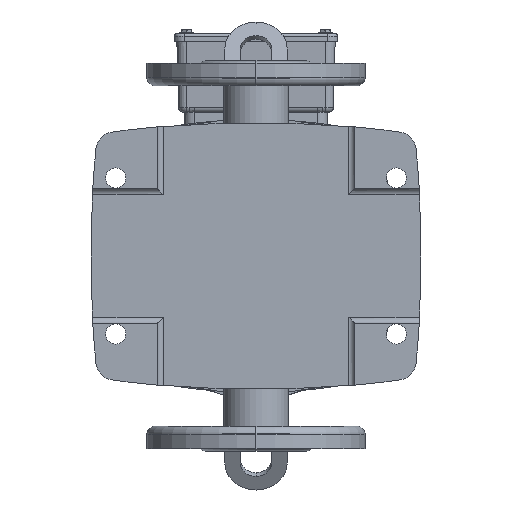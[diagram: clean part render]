
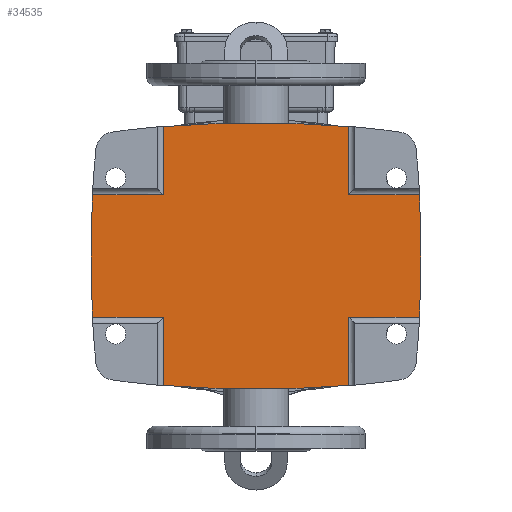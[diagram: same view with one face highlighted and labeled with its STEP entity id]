
A CAD part, front view. The second image highlights one B-rep face of the part: STEP entity #34535.
In plain terms, the highlighted planar face has unit normal (0, -1, 0).
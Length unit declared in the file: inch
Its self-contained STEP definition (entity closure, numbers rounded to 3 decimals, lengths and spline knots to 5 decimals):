
#61 = VERTEX_POINT ( 'NONE', #32940 ) ;
#390 = LINE ( 'NONE', #13970, #23185 ) ;
#534 = CARTESIAN_POINT ( 'NONE',  ( -1.54265, 0.19685, -4.59646 ) ) ;
#903 = EDGE_CURVE ( 'NONE', #28477, #19317, #390, .T. ) ;
#1408 = VERTEX_POINT ( 'NONE', #4668 ) ;
#1411 = CARTESIAN_POINT ( 'NONE',  ( -1.54265, 0.19685, -4.59646 ) ) ;
#2237 = AXIS2_PLACEMENT_3D ( 'NONE', #18731, #10782, #35655 ) ;
#2532 = FACE_OUTER_BOUND ( 'NONE', #18134, .T. ) ;
#3522 = LINE ( 'NONE', #26030, #18795 ) ;
#4580 = ORIENTED_EDGE ( 'NONE', *, *, #19024, .T. ) ;
#4668 = CARTESIAN_POINT ( 'NONE',  ( 0., 0.19685, -4.16291 ) ) ;
#4802 = EDGE_CURVE ( 'NONE', #61, #1408, #26809, .T. ) ;
#4862 = CARTESIAN_POINT ( 'NONE',  ( 1.54265, 0.19685, -4.59646 ) ) ;
#5299 = ORIENTED_EDGE ( 'NONE', *, *, #4802, .F. ) ;
#5594 = ORIENTED_EDGE ( 'NONE', *, *, #19501, .T. ) ;
#6354 = DIRECTION ( 'NONE',  ( 0., 0., 1. ) ) ;
#6434 = VECTOR ( 'NONE', #35124, 39.37008 ) ;
#6514 = EDGE_CURVE ( 'NONE', #25454, #13440, #3522, .T. ) ;
#7756 = LINE ( 'NONE', #33251, #27441 ) ;
#7910 = ORIENTED_EDGE ( 'NONE', *, *, #9580, .F. ) ;
#8769 = VERTEX_POINT ( 'NONE', #18643 ) ;
#8970 = CARTESIAN_POINT ( 'NONE',  ( -4.59646, 0.19685, 2.33625 ) ) ;
#9088 = CIRCLE ( 'NONE', #9634, 26.47079 ) ;
#9091 = DIRECTION ( 'NONE',  ( 1., 0., 0. ) ) ;
#9219 = EDGE_CURVE ( 'NONE', #13440, #21675, #13876, .T. ) ;
#9424 = VECTOR ( 'NONE', #13698, 39.37008 ) ;
#9580 = EDGE_CURVE ( 'NONE', #19317, #17605, #32637, .T. ) ;
#9634 = AXIS2_PLACEMENT_3D ( 'NONE', #26131, #20176, #20413 ) ;
#9671 = DIRECTION ( 'NONE',  ( 0., 0., 1. ) ) ;
#9812 = ORIENTED_EDGE ( 'NONE', *, *, #31943, .F. ) ;
#9928 = CARTESIAN_POINT ( 'NONE',  ( 0., 0.19685, -23.10236 ) ) ;
#10166 = VECTOR ( 'NONE', #9091, 39.37008 ) ;
#10274 = CARTESIAN_POINT ( 'NONE',  ( 0., 0.19685, 4.16291 ) ) ;
#10782 = DIRECTION ( 'NONE',  ( 0., -1., 0. ) ) ;
#11330 = DIRECTION ( 'NONE',  ( 0., 1., 0. ) ) ;
#11378 = AXIS2_PLACEMENT_3D ( 'NONE', #34186, #23125, #6354 ) ;
#11582 = PLANE ( 'NONE',  #29435 ) ;
#11766 = CARTESIAN_POINT ( 'NONE',  ( 0., 0.19685, 23.10236 ) ) ;
#12464 = ORIENTED_EDGE ( 'NONE', *, *, #22859, .F. ) ;
#13120 = DIRECTION ( 'NONE',  ( 0., 0., 1. ) ) ;
#13233 = CARTESIAN_POINT ( 'NONE',  ( 1.54265, 0.19685, 2.33625 ) ) ;
#13440 = VERTEX_POINT ( 'NONE', #22480 ) ;
#13698 = DIRECTION ( 'NONE',  ( 1., 0., 0. ) ) ;
#13876 = CIRCLE ( 'NONE', #17585, 27.26527 ) ;
#13970 = CARTESIAN_POINT ( 'NONE',  ( -4.59646, 0.19685, 2.33625 ) ) ;
#14823 = DIRECTION ( 'NONE',  ( 0., 0., 1. ) ) ;
#16252 = CARTESIAN_POINT ( 'NONE',  ( 3.26434, 0.19685, -2.33625 ) ) ;
#16508 = VERTEX_POINT ( 'NONE', #33760 ) ;
#16574 = ORIENTED_EDGE ( 'NONE', *, *, #903, .F. ) ;
#16756 = DIRECTION ( 'NONE',  ( 1., 0., 0. ) ) ;
#17035 = VERTEX_POINT ( 'NONE', #16252 ) ;
#17585 = AXIS2_PLACEMENT_3D ( 'NONE', #9928, #26697, #18364 ) ;
#17605 = VERTEX_POINT ( 'NONE', #35161 ) ;
#17844 = EDGE_CURVE ( 'NONE', #29447, #17035, #9088, .T. ) ;
#18082 = ORIENTED_EDGE ( 'NONE', *, *, #9219, .T. ) ;
#18134 = EDGE_LOOP ( 'NONE', ( #7910, #16574, #28133, #32556, #12464, #18579, #5299, #5594, #4580, #25969, #9812, #29954, #18082, #31098 ) ) ;
#18364 = DIRECTION ( 'NONE',  ( 0., 0., 1. ) ) ;
#18579 = ORIENTED_EDGE ( 'NONE', *, *, #22165, .F. ) ;
#18643 = CARTESIAN_POINT ( 'NONE',  ( -3.26434, 0.19685, -2.33625 ) ) ;
#18731 = CARTESIAN_POINT ( 'NONE',  ( 0., 0.19685, -23.10236 ) ) ;
#18795 = VECTOR ( 'NONE', #28871, 39.37008 ) ;
#18837 = DIRECTION ( 'NONE',  ( 0., 1., 0. ) ) ;
#19024 = EDGE_CURVE ( 'NONE', #16508, #17035, #31257, .T. ) ;
#19317 = VERTEX_POINT ( 'NONE', #31880 ) ;
#19501 = EDGE_CURVE ( 'NONE', #61, #16508, #26008, .T. ) ;
#20176 = DIRECTION ( 'NONE',  ( 0., 1., 0. ) ) ;
#20413 = DIRECTION ( 'NONE',  ( 0., 0., 1. ) ) ;
#20993 = CARTESIAN_POINT ( 'NONE',  ( -1.54265, 0.19685, -4.11924 ) ) ;
#21675 = VERTEX_POINT ( 'NONE', #10274 ) ;
#22165 = EDGE_CURVE ( 'NONE', #1408, #23473, #31388, .T. ) ;
#22258 = CIRCLE ( 'NONE', #2237, 27.26527 ) ;
#22480 = CARTESIAN_POINT ( 'NONE',  ( 1.54265, 0.19685, 4.11924 ) ) ;
#22520 = VECTOR ( 'NONE', #35360, 39.37008 ) ;
#22859 = EDGE_CURVE ( 'NONE', #23473, #24300, #23499, .T. ) ;
#23125 = DIRECTION ( 'NONE',  ( 0., -1., 0. ) ) ;
#23160 = DIRECTION ( 'NONE',  ( 0., 1., 0. ) ) ;
#23185 = VECTOR ( 'NONE', #16756, 39.37008 ) ;
#23473 = VERTEX_POINT ( 'NONE', #20993 ) ;
#23499 = LINE ( 'NONE', #1411, #6434 ) ;
#24300 = VERTEX_POINT ( 'NONE', #26679 ) ;
#25454 = VERTEX_POINT ( 'NONE', #13233 ) ;
#25969 = ORIENTED_EDGE ( 'NONE', *, *, #17844, .F. ) ;
#26008 = LINE ( 'NONE', #4862, #22520 ) ;
#26030 = CARTESIAN_POINT ( 'NONE',  ( 1.54265, 0.19685, -4.59646 ) ) ;
#26131 = CARTESIAN_POINT ( 'NONE',  ( -23.10315, 0.19685, 0. ) ) ;
#26333 = LINE ( 'NONE', #8970, #10166 ) ;
#26412 = CARTESIAN_POINT ( 'NONE',  ( -1.54265, 0.19685, -4.59646 ) ) ;
#26679 = CARTESIAN_POINT ( 'NONE',  ( -1.54265, 0.19685, -2.33625 ) ) ;
#26697 = DIRECTION ( 'NONE',  ( 0., -1., 0. ) ) ;
#26809 = CIRCLE ( 'NONE', #30916, 27.26527 ) ;
#26812 = CARTESIAN_POINT ( 'NONE',  ( 0., 0.19685, 23.10236 ) ) ;
#27399 = CARTESIAN_POINT ( 'NONE',  ( -4.59646, 0.19685, -2.33625 ) ) ;
#27441 = VECTOR ( 'NONE', #33488, 39.37008 ) ;
#28073 = CIRCLE ( 'NONE', #11378, 26.47079 ) ;
#28133 = ORIENTED_EDGE ( 'NONE', *, *, #32351, .T. ) ;
#28477 = VERTEX_POINT ( 'NONE', #33014 ) ;
#28481 = DIRECTION ( 'NONE',  ( 0., 0., 1. ) ) ;
#28556 = EDGE_CURVE ( 'NONE', #8769, #24300, #7756, .T. ) ;
#28871 = DIRECTION ( 'NONE',  ( 0., 0., 1. ) ) ;
#29435 = AXIS2_PLACEMENT_3D ( 'NONE', #534, #11330, #28481 ) ;
#29447 = VERTEX_POINT ( 'NONE', #32362 ) ;
#29954 = ORIENTED_EDGE ( 'NONE', *, *, #6514, .T. ) ;
#30916 = AXIS2_PLACEMENT_3D ( 'NONE', #26812, #18837, #13120 ) ;
#31098 = ORIENTED_EDGE ( 'NONE', *, *, #35224, .T. ) ;
#31257 = LINE ( 'NONE', #27399, #9424 ) ;
#31388 = CIRCLE ( 'NONE', #33354, 27.26527 ) ;
#31880 = CARTESIAN_POINT ( 'NONE',  ( -1.54265, 0.19685, 2.33625 ) ) ;
#31943 = EDGE_CURVE ( 'NONE', #25454, #29447, #26333, .T. ) ;
#32351 = EDGE_CURVE ( 'NONE', #28477, #8769, #28073, .T. ) ;
#32362 = CARTESIAN_POINT ( 'NONE',  ( 3.26434, 0.19685, 2.33625 ) ) ;
#32556 = ORIENTED_EDGE ( 'NONE', *, *, #28556, .T. ) ;
#32637 = LINE ( 'NONE', #26412, #33061 ) ;
#32940 = CARTESIAN_POINT ( 'NONE',  ( 1.54265, 0.19685, -4.11924 ) ) ;
#33014 = CARTESIAN_POINT ( 'NONE',  ( -3.26434, 0.19685, 2.33625 ) ) ;
#33061 = VECTOR ( 'NONE', #9671, 39.37008 ) ;
#33251 = CARTESIAN_POINT ( 'NONE',  ( -4.59646, 0.19685, -2.33625 ) ) ;
#33354 = AXIS2_PLACEMENT_3D ( 'NONE', #11766, #23160, #14823 ) ;
#33488 = DIRECTION ( 'NONE',  ( 1., 0., 0. ) ) ;
#33760 = CARTESIAN_POINT ( 'NONE',  ( 1.54265, 0.19685, -2.33625 ) ) ;
#34186 = CARTESIAN_POINT ( 'NONE',  ( 23.10315, 0.19685, 0. ) ) ;
#34535 = ADVANCED_FACE ( 'NONE', ( #2532 ), #11582, .F. ) ;
#35124 = DIRECTION ( 'NONE',  ( 0., 0., 1. ) ) ;
#35161 = CARTESIAN_POINT ( 'NONE',  ( -1.54265, 0.19685, 4.11924 ) ) ;
#35224 = EDGE_CURVE ( 'NONE', #21675, #17605, #22258, .T. ) ;
#35360 = DIRECTION ( 'NONE',  ( 0., 0., 1. ) ) ;
#35655 = DIRECTION ( 'NONE',  ( 0., 0., 1. ) ) ;
